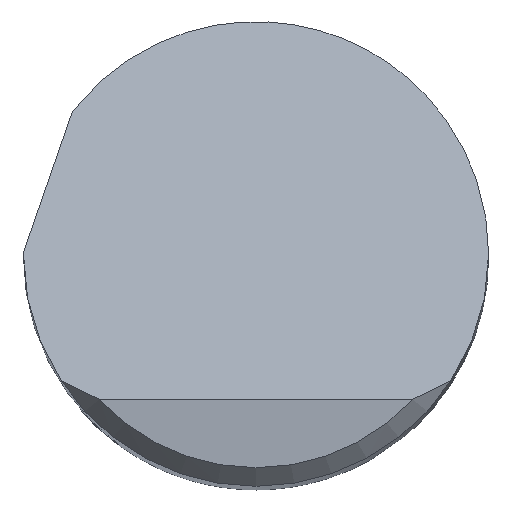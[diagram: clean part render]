
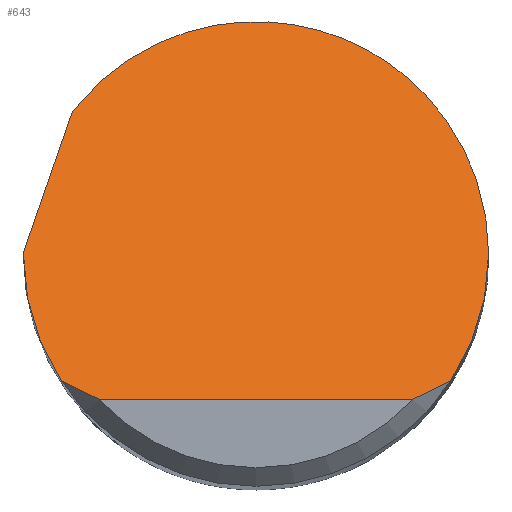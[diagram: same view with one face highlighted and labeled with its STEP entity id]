
A CAD part, top view. The second image highlights one B-rep face of the part: STEP entity #643.
In plain terms, the highlighted planar face has unit normal (0, 0.707, 0.707).
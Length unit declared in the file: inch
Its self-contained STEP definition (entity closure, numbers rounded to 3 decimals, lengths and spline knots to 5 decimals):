
#6 = B_SPLINE_CURVE_WITH_KNOTS ( 'NONE', 3,
 ( #46, #352, #439, #927 ),
 .UNSPECIFIED., .F., .F.,
 ( 4, 4 ),
 ( 0., 0.00095 ),
 .UNSPECIFIED. ) ;
#9 = VERTEX_POINT ( 'NONE', #500 ) ;
#10 = EDGE_CURVE ( 'NONE', #537, #672, #6, .T. ) ;
#31 = ORIENTED_EDGE ( 'NONE', *, *, #323, .F. ) ;
#45 = AXIS2_PLACEMENT_3D ( 'NONE', #162, #317, #599 ) ;
#46 = CARTESIAN_POINT ( 'NONE',  ( -0.157, -0.1025, 1.985 ) ) ;
#87 = CARTESIAN_POINT ( 'NONE',  ( -0.1875, 0.00033, 1.88217 ) ) ;
#97 = ORIENTED_EDGE ( 'NONE', *, *, #437, .T. ) ;
#106 = ORIENTED_EDGE ( 'NONE', *, *, #163, .F. ) ;
#118 = CARTESIAN_POINT ( 'NONE',  ( 0.1369, -0.11288, 1.99538 ) ) ;
#148 = CARTESIAN_POINT ( 'NONE',  ( -0.1875, 0.001, 1.8815 ) ) ;
#162 = CARTESIAN_POINT ( 'NONE',  ( -0.1875, -0.1175, 2. ) ) ;
#163 = EDGE_CURVE ( 'NONE', #385, #653, #181, .T. ) ;
#170 = CARTESIAN_POINT ( 'NONE',  ( 0.12629, -0.1175, 2. ) ) ;
#179 = CARTESIAN_POINT ( 'NONE',  ( 0.14711, -0.10785, 1.99035 ) ) ;
#181 =( BOUNDED_CURVE ( )  B_SPLINE_CURVE ( 3, ( #858, #419, #188, #779 ),
 .UNSPECIFIED., .F., .T. ) 
 B_SPLINE_CURVE_WITH_KNOTS ( ( 4, 4 ),
 ( 1.5708, 2.14917 ),
 .UNSPECIFIED. ) 
 CURVE ( )  GEOMETRIC_REPRESENTATION_ITEM ( )  RATIONAL_B_SPLINE_CURVE ( ( 1., 0.972, 0.972, 1. ) ) 
 REPRESENTATION_ITEM ( '' )  );
#188 = CARTESIAN_POINT ( 'NONE',  ( 0.17704, -0.0718, 1.9543 ) ) ;
#198 = VERTEX_POINT ( 'NONE', #434 ) ;
#205 = CARTESIAN_POINT ( 'NONE',  ( 0.1875, 0.21502, 1.66748 ) ) ;
#241 = VECTOR ( 'NONE', #669, 39.37008 ) ;
#243 =( BOUNDED_CURVE ( )  B_SPLINE_CURVE ( 3, ( #756, #87, #817, #148 ),
 .UNSPECIFIED., .F., .T. ) 
 B_SPLINE_CURVE_WITH_KNOTS ( ( 4, 4 ),
 ( 4.71239, 4.71772 ),
 .UNSPECIFIED. ) 
 CURVE ( )  GEOMETRIC_REPRESENTATION_ITEM ( )  RATIONAL_B_SPLINE_CURVE ( ( 1., 1., 1., 1. ) ) 
 REPRESENTATION_ITEM ( '' )  );
#247 = ORIENTED_EDGE ( 'NONE', *, *, #657, .T. ) ;
#254 = CARTESIAN_POINT ( 'NONE',  ( -0.1875, -0.03666, 1.91916 ) ) ;
#258 = CARTESIAN_POINT ( 'NONE',  ( 0.1875, 0., 1.8825 ) ) ;
#267 = LINE ( 'NONE', #867, #593 ) ;
#280 = CARTESIAN_POINT ( 'NONE',  ( -0.14795, 0.11518, 1.76732 ) ) ;
#287 = EDGE_LOOP ( 'NONE', ( #97, #247, #106, #31, #475, #592, #767, #314 ) ) ;
#305 = CARTESIAN_POINT ( 'NONE',  ( 0.157, -0.1025, 1.985 ) ) ;
#314 = ORIENTED_EDGE ( 'NONE', *, *, #10, .T. ) ;
#317 = DIRECTION ( 'NONE',  ( 0., -0.707, -0.707 ) ) ;
#323 = EDGE_CURVE ( 'NONE', #430, #385, #497, .T. ) ;
#352 = CARTESIAN_POINT ( 'NONE',  ( -0.14711, -0.10785, 1.99035 ) ) ;
#385 = VERTEX_POINT ( 'NONE', #446 ) ;
#387 = FACE_OUTER_BOUND ( 'NONE', #287, .T. ) ;
#410 = CARTESIAN_POINT ( 'NONE',  ( 0.157, -0.1025, 1.985 ) ) ;
#419 = CARTESIAN_POINT ( 'NONE',  ( 0.1875, -0.03666, 1.91916 ) ) ;
#430 = VERTEX_POINT ( 'NONE', #280 ) ;
#434 = CARTESIAN_POINT ( 'NONE',  ( -0.1875, 0., 1.8825 ) ) ;
#437 = EDGE_CURVE ( 'NONE', #672, #9, #267, .T. ) ;
#439 = CARTESIAN_POINT ( 'NONE',  ( -0.1369, -0.11288, 1.99538 ) ) ;
#446 = CARTESIAN_POINT ( 'NONE',  ( 0.1875, 0., 1.8825 ) ) ;
#451 = CARTESIAN_POINT ( 'NONE',  ( -0.22622, -0.1108, 1.9933 ) ) ;
#475 = ORIENTED_EDGE ( 'NONE', *, *, #579, .F. ) ;
#484 = CARTESIAN_POINT ( 'NONE',  ( -0.12629, -0.1175, 2. ) ) ;
#497 =( BOUNDED_CURVE ( )  B_SPLINE_CURVE ( 3, ( #508, #928, #205, #258 ),
 .UNSPECIFIED., .F., .T. ) 
 B_SPLINE_CURVE_WITH_KNOTS ( ( 4, 4 ),
 ( 5.37386, 7.85398 ),
 .UNSPECIFIED. ) 
 CURVE ( )  GEOMETRIC_REPRESENTATION_ITEM ( )  RATIONAL_B_SPLINE_CURVE ( ( 1., 0.55, 0.55, 1. ) ) 
 REPRESENTATION_ITEM ( '' )  );
#500 = CARTESIAN_POINT ( 'NONE',  ( 0.12629, -0.1175, 2. ) ) ;
#508 = CARTESIAN_POINT ( 'NONE',  ( -0.14795, 0.11518, 1.76732 ) ) ;
#517 = DIRECTION ( 'NONE',  ( 1., 0., 0. ) ) ;
#537 = VERTEX_POINT ( 'NONE', #895 ) ;
#566 = CARTESIAN_POINT ( 'NONE',  ( -0.157, -0.1025, 1.985 ) ) ;
#579 = EDGE_CURVE ( 'NONE', #740, #430, #808, .T. ) ;
#592 = ORIENTED_EDGE ( 'NONE', *, *, #609, .F. ) ;
#593 = VECTOR ( 'NONE', #517, 39.37008 ) ;
#599 = DIRECTION ( 'NONE',  ( 0., 0.707, -0.707 ) ) ;
#609 = EDGE_CURVE ( 'NONE', #198, #740, #243, .T. ) ;
#643 = ADVANCED_FACE ( 'NONE', ( #387 ), #904, .F. ) ;
#653 = VERTEX_POINT ( 'NONE', #305 ) ;
#657 = EDGE_CURVE ( 'NONE', #9, #653, #736, .T. ) ;
#669 = DIRECTION ( 'NONE',  ( 0.238, 0.687, -0.687 ) ) ;
#672 = VERTEX_POINT ( 'NONE', #484 ) ;
#680 = EDGE_CURVE ( 'NONE', #537, #198, #755, .T. ) ;
#728 = CARTESIAN_POINT ( 'NONE',  ( -0.1875, 0.001, 1.8815 ) ) ;
#736 = B_SPLINE_CURVE_WITH_KNOTS ( 'NONE', 3,
 ( #170, #118, #179, #410 ),
 .UNSPECIFIED., .F., .F.,
 ( 4, 4 ),
 ( 0., 0.00095 ),
 .UNSPECIFIED. ) ;
#740 = VERTEX_POINT ( 'NONE', #728 ) ;
#755 =( BOUNDED_CURVE ( )  B_SPLINE_CURVE ( 3, ( #566, #918, #254, #853 ),
 .UNSPECIFIED., .F., .T. ) 
 B_SPLINE_CURVE_WITH_KNOTS ( ( 4, 4 ),
 ( 4.13401, 4.71239 ),
 .UNSPECIFIED. ) 
 CURVE ( )  GEOMETRIC_REPRESENTATION_ITEM ( )  RATIONAL_B_SPLINE_CURVE ( ( 1., 0.972, 0.972, 1. ) ) 
 REPRESENTATION_ITEM ( '' )  );
#756 = CARTESIAN_POINT ( 'NONE',  ( -0.1875, 0., 1.8825 ) ) ;
#767 = ORIENTED_EDGE ( 'NONE', *, *, #680, .F. ) ;
#779 = CARTESIAN_POINT ( 'NONE',  ( 0.157, -0.1025, 1.985 ) ) ;
#808 = LINE ( 'NONE', #451, #241 ) ;
#817 = CARTESIAN_POINT ( 'NONE',  ( -0.1875, 0.00067, 1.88183 ) ) ;
#853 = CARTESIAN_POINT ( 'NONE',  ( -0.1875, 0., 1.8825 ) ) ;
#858 = CARTESIAN_POINT ( 'NONE',  ( 0.1875, 0., 1.8825 ) ) ;
#867 = CARTESIAN_POINT ( 'NONE',  ( 0., -0.1175, 2. ) ) ;
#895 = CARTESIAN_POINT ( 'NONE',  ( -0.157, -0.1025, 1.985 ) ) ;
#904 = PLANE ( 'NONE',  #45 ) ;
#918 = CARTESIAN_POINT ( 'NONE',  ( -0.17704, -0.0718, 1.9543 ) ) ;
#927 = CARTESIAN_POINT ( 'NONE',  ( -0.12629, -0.1175, 2. ) ) ;
#928 = CARTESIAN_POINT ( 'NONE',  ( -0.01587, 0.28485, 1.59765 ) ) ;
